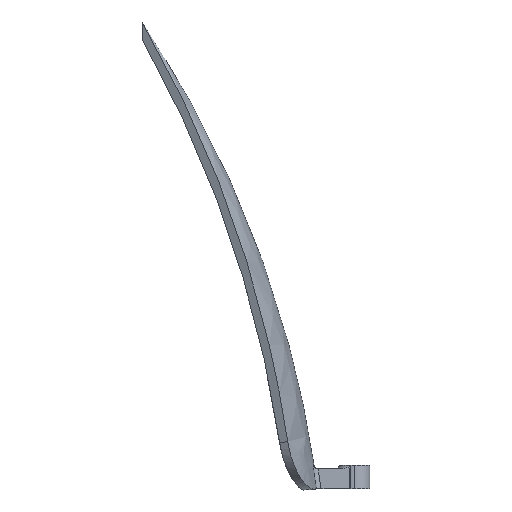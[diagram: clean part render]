
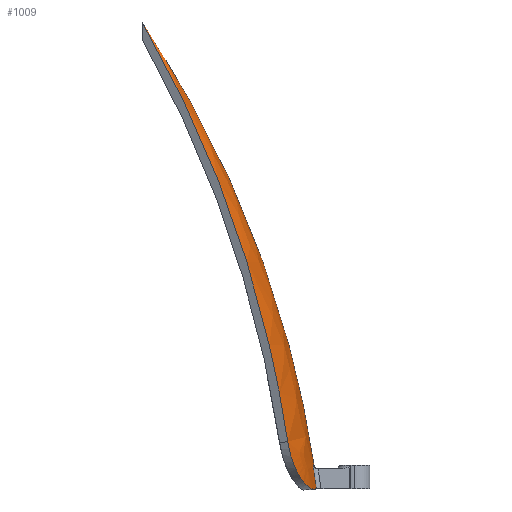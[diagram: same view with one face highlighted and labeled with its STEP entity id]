
A CAD part, top view. The second image highlights one B-rep face of the part: STEP entity #1009.
In plain terms, the highlighted free-form (B-spline) face has degree [2, 3] with [3, 4] control points.
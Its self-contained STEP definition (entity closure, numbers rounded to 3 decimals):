
#15 = CARTESIAN_POINT ( 'NONE',  ( 14.8, 0.846, 1.607 ) ) ;
#45 = CARTESIAN_POINT ( 'NONE',  ( 11.671, 21.51, 4.245 ) ) ;
#46 = CARTESIAN_POINT ( 'NONE',  ( 12.506, 3.757, 7.22 ) ) ;
#55 = CARTESIAN_POINT ( 'NONE',  ( 0., 40., 0. ) ) ;
#73 = ORIENTED_EDGE ( 'NONE', *, *, #855, .F. ) ;
#92 = B_SPLINE_CURVE_WITH_KNOTS ( 'NONE', 3,
 ( #345, #276, #437, #686, #101, #1005, #15, #350, #1011, #601 ),
 .UNSPECIFIED., .F., .F.,
 ( 4, 3, 3, 4 ),
 ( 0., 0., 0.001, 0.002 ),
 .UNSPECIFIED. ) ;
#93 = CARTESIAN_POINT ( 'NONE',  ( 0., 40., 0. ) ) ;
#101 = CARTESIAN_POINT ( 'NONE',  ( 14.877, 0.282, 1.607 ) ) ;
#114 = CARTESIAN_POINT ( 'NONE',  ( 14.715, 2.04, 0. ) ) ;
#136 = CARTESIAN_POINT ( 'NONE',  ( 0., 40., 0. ) ) ;
#149 = VERTEX_POINT ( 'NONE', #473 ) ;
#173 = EDGE_LOOP ( 'NONE', ( #73, #326, #500, #983, #910, #414 ) ) ;
#180 = CIRCLE ( 'NONE', #636, 15. ) ;
#196 = EDGE_CURVE ( 'NONE', #149, #341, #255, .T. ) ;
#230 = CARTESIAN_POINT ( 'NONE',  ( 0., 40., 0. ) ) ;
#255 = B_SPLINE_CURVE_WITH_KNOTS ( 'NONE', 3,
 ( #627, #46, #557, #463, #882, #802, #713, #545, #869, #727, #955, #374, #302, #1038, #562, #887, #783, #790 ),
 .UNSPECIFIED., .F., .F.,
 ( 4, 2, 2, 2, 2, 2, 2, 2, 4 ),
 ( 0., 0.001, 0.002, 0.002, 0.003, 0.004, 0.005, 0.006, 0.006 ),
 .UNSPECIFIED. ) ;
#274 = EDGE_CURVE ( 'NONE', #913, #149, #912, .T. ) ;
#276 = CARTESIAN_POINT ( 'NONE',  ( 14.914, 0., 1.607 ) ) ;
#302 = CARTESIAN_POINT ( 'NONE',  ( 13.959, 0.394, 5.355 ) ) ;
#313 = VERTEX_POINT ( 'NONE', #992 ) ;
#315 = CARTESIAN_POINT ( 'NONE',  ( 12.23, 21.51, 2.159 ) ) ;
#317 = AXIS2_PLACEMENT_3D ( 'NONE', #623, #707, #776 ) ;
#326 = ORIENTED_EDGE ( 'NONE', *, *, #274, .T. ) ;
#341 = VERTEX_POINT ( 'NONE', #399 ) ;
#345 = CARTESIAN_POINT ( 'NONE',  ( 14.914, 0., 1.607 ) ) ;
#350 = CARTESIAN_POINT ( 'NONE',  ( 14.745, 1.244, 1.607 ) ) ;
#374 = CARTESIAN_POINT ( 'NONE',  ( 13.856, 0.515, 5.572 ) ) ;
#399 = CARTESIAN_POINT ( 'NONE',  ( 14.556, 0., 3.622 ) ) ;
#403 = CARTESIAN_POINT ( 'NONE',  ( 12.99, 0., 7.5 ) ) ;
#414 = ORIENTED_EDGE ( 'NONE', *, *, #833, .T. ) ;
#428 = CARTESIAN_POINT ( 'NONE',  ( 0., 40., 0. ) ) ;
#430 = CARTESIAN_POINT ( 'NONE',  ( 9.594, 23.251, 5.539 ) ) ;
#437 = CARTESIAN_POINT ( 'NONE',  ( 14.914, 0., 1.607 ) ) ;
#442 = EDGE_CURVE ( 'NONE', #341, #798, #180, .T. ) ;
#448 = CARTESIAN_POINT ( 'NONE',  ( 12.466, 4.025, 7.197 ) ) ;
#463 = CARTESIAN_POINT ( 'NONE',  ( 12.685, 2.974, 7.168 ) ) ;
#473 = CARTESIAN_POINT ( 'NONE',  ( 12.466, 4.025, 7.197 ) ) ;
#492 = CARTESIAN_POINT ( 'NONE',  ( 0., 0., 0. ) ) ;
#500 = ORIENTED_EDGE ( 'NONE', *, *, #196, .T. ) ;
#542 = CARTESIAN_POINT ( 'NONE',  ( 14.914, 0., 1.607 ) ) ;
#545 = CARTESIAN_POINT ( 'NONE',  ( 13.218, 1.552, 6.631 ) ) ;
#557 = CARTESIAN_POINT ( 'NONE',  ( 12.558, 3.493, 7.219 ) ) ;
#561 = CARTESIAN_POINT ( 'NONE',  ( 14.627, 2.04, 1.607 ) ) ;
#562 = CARTESIAN_POINT ( 'NONE',  ( 14.247, 0.123, 4.648 ) ) ;
#575 = CARTESIAN_POINT ( 'NONE',  ( 15., 0., 2.648 ) ) ;
#601 = CARTESIAN_POINT ( 'NONE',  ( 14.627, 2.04, 1.607 ) ) ;
#623 = CARTESIAN_POINT ( 'NONE',  ( 0., 2.04, 0. ) ) ;
#627 = CARTESIAN_POINT ( 'NONE',  ( 12.466, 4.025, 7.197 ) ) ;
#636 = AXIS2_PLACEMENT_3D ( 'NONE', #492, #969, #652 ) ;
#648 = EDGE_CURVE ( 'NONE', #798, #1052, #92, .T. ) ;
#652 = DIRECTION ( 'NONE',  ( 0., 0., 1. ) ) ;
#654 = CARTESIAN_POINT ( 'NONE',  ( 14.315, 0., 5.206 ) ) ;
#686 = CARTESIAN_POINT ( 'NONE',  ( 14.914, 0., 1.607 ) ) ;
#696 = CARTESIAN_POINT ( 'NONE',  ( 0., 40., 0. ) ) ;
#707 = DIRECTION ( 'NONE',  ( 0., 1., 0. ) ) ;
#713 = CARTESIAN_POINT ( 'NONE',  ( 13.021, 1.992, 6.872 ) ) ;
#720 = CARTESIAN_POINT ( 'NONE',  ( 10.591, 21.51, 6.115 ) ) ;
#727 = CARTESIAN_POINT ( 'NONE',  ( 13.535, 0.974, 6.161 ) ) ;
#776 = DIRECTION ( 'NONE',  ( 0., 0., 1. ) ) ;
#783 = CARTESIAN_POINT ( 'NONE',  ( 14.49, 0., 3.886 ) ) ;
#790 = CARTESIAN_POINT ( 'NONE',  ( 14.556, 0., 3.622 ) ) ;
#798 = VERTEX_POINT ( 'NONE', #542 ) ;
#802 = CARTESIAN_POINT ( 'NONE',  ( 12.929, 2.225, 6.969 ) ) ;
#807 = CARTESIAN_POINT ( 'NONE',  ( 0., 40., 0. ) ) ;
#815 = B_SPLINE_CURVE_WITH_KNOTS ( 'NONE', 2,
 ( #696, #864, #114 ),
 .UNSPECIFIED., .F., .F.,
 ( 3, 3 ),
 ( 0., 0.952 ),
 .UNSPECIFIED. ) ;
#833 = EDGE_CURVE ( 'NONE', #1052, #313, #896, .T. ) ;
#835 = FACE_OUTER_BOUND ( 'NONE', #173, .T. ) ;
#855 = EDGE_CURVE ( 'NONE', #913, #313, #815, .T. ) ;
#864 = CARTESIAN_POINT ( 'NONE',  ( 11.648, 22.39, 0. ) ) ;
#866 =( BOUNDED_SURFACE ( )  B_SPLINE_SURFACE ( 2, 3, ( 
 ( #807, #55, #136, #230 ),
 ( #720, #45, #315, #974 ),
 ( #403, #654, #575, #1036 ) ),
 .UNSPECIFIED., .F., .F., .T. ) 
 B_SPLINE_SURFACE_WITH_KNOTS ( ( 3, 3 ),
 ( 4, 4 ),
 ( 0., 1. ),
 ( 0., 1. ),
 .UNSPECIFIED. ) 
 GEOMETRIC_REPRESENTATION_ITEM ( )  RATIONAL_B_SPLINE_SURFACE ( (
 ( 1., 0.977, 0.977, 1.),
 ( 1., 0.977, 0.977, 1.),
 ( 1., 0.977, 0.977, 1.) ) ) 
 REPRESENTATION_ITEM ( '' )  SURFACE ( )  );
#869 = CARTESIAN_POINT ( 'NONE',  ( 13.323, 1.344, 6.487 ) ) ;
#882 = CARTESIAN_POINT ( 'NONE',  ( 12.761, 2.716, 7.117 ) ) ;
#887 = CARTESIAN_POINT ( 'NONE',  ( 14.415, 0.024, 4.144 ) ) ;
#896 = CIRCLE ( 'NONE', #317, 14.715 ) ;
#910 = ORIENTED_EDGE ( 'NONE', *, *, #648, .T. ) ;
#912 = B_SPLINE_CURVE_WITH_KNOTS ( 'NONE', 2,
 ( #93, #430, #448 ),
 .UNSPECIFIED., .F., .F.,
 ( 3, 3 ),
 ( 0., 0.906 ),
 .UNSPECIFIED. ) ;
#913 = VERTEX_POINT ( 'NONE', #428 ) ;
#955 = CARTESIAN_POINT ( 'NONE',  ( 13.642, 0.807, 5.978 ) ) ;
#969 = DIRECTION ( 'NONE',  ( 0., 1., 0. ) ) ;
#974 = CARTESIAN_POINT ( 'NONE',  ( 12.23, 21.51, 0. ) ) ;
#983 = ORIENTED_EDGE ( 'NONE', *, *, #442, .T. ) ;
#992 = CARTESIAN_POINT ( 'NONE',  ( 14.715, 2.04, 0. ) ) ;
#1005 = CARTESIAN_POINT ( 'NONE',  ( 14.839, 0.564, 1.607 ) ) ;
#1009 = ADVANCED_FACE ( 'NONE', ( #835 ), #866, .T. ) ;
#1011 = CARTESIAN_POINT ( 'NONE',  ( 14.687, 1.643, 1.607 ) ) ;
#1036 = CARTESIAN_POINT ( 'NONE',  ( 15., 0., 0. ) ) ;
#1038 = CARTESIAN_POINT ( 'NONE',  ( 14.154, 0.198, 4.895 ) ) ;
#1052 = VERTEX_POINT ( 'NONE', #561 ) ;
